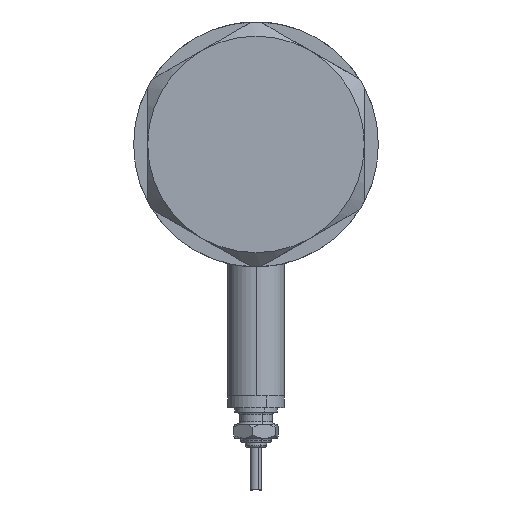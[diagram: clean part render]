
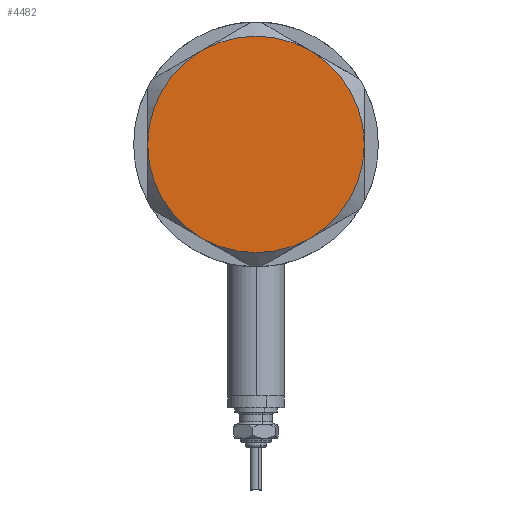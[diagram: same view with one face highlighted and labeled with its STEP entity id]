
A CAD part, left-side view. The second image highlights one B-rep face of the part: STEP entity #4482.
In plain terms, the highlighted face is planar.
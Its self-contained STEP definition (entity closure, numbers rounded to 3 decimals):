
#62 = AXIS2_PLACEMENT_3D ( 'NONE', #5091, #684, #232 ) ;
#164 = ORIENTED_EDGE ( 'NONE', *, *, #5839, .T. ) ;
#232 = DIRECTION ( 'NONE',  ( 1., 0., 0. ) ) ;
#587 = EDGE_LOOP ( 'NONE', ( #2546, #3565, #164, #4873, #774, #3200 ) ) ;
#604 = VERTEX_POINT ( 'NONE', #2491 ) ;
#684 = DIRECTION ( 'NONE',  ( 0., 0., 1. ) ) ;
#726 = CARTESIAN_POINT ( 'NONE',  ( 23., 0., 9. ) ) ;
#740 = EDGE_CURVE ( 'NONE', #4183, #3998, #4527, .T. ) ;
#774 = ORIENTED_EDGE ( 'NONE', *, *, #3867, .T. ) ;
#780 = AXIS2_PLACEMENT_3D ( 'NONE', #3656, #4989, #3163 ) ;
#859 = CARTESIAN_POINT ( 'NONE',  ( -11.5, -19.919, 9. ) ) ;
#1096 = AXIS2_PLACEMENT_3D ( 'NONE', #4201, #5677, #6084 ) ;
#1275 = AXIS2_PLACEMENT_3D ( 'NONE', #4536, #4605, #1722 ) ;
#1557 = VERTEX_POINT ( 'NONE', #2456 ) ;
#1571 = CIRCLE ( 'NONE', #780, 23. ) ;
#1686 = DIRECTION ( 'NONE',  ( 1., 0., 0. ) ) ;
#1722 = DIRECTION ( 'NONE',  ( 1., 0., 0. ) ) ;
#1884 = DIRECTION ( 'NONE',  ( 0., 0., 1. ) ) ;
#2083 = DIRECTION ( 'NONE',  ( 0., 0., 1. ) ) ;
#2456 = CARTESIAN_POINT ( 'NONE',  ( -23., 0., 9. ) ) ;
#2491 = CARTESIAN_POINT ( 'NONE',  ( 11.5, -19.919, 9. ) ) ;
#2546 = ORIENTED_EDGE ( 'NONE', *, *, #3081, .T. ) ;
#2576 = AXIS2_PLACEMENT_3D ( 'NONE', #6270, #1884, #5796 ) ;
#2911 = AXIS2_PLACEMENT_3D ( 'NONE', #3564, #2083, #3592 ) ;
#3081 = EDGE_CURVE ( 'NONE', #604, #4183, #1571, .T. ) ;
#3163 = DIRECTION ( 'NONE',  ( 1., 0., 0. ) ) ;
#3200 = ORIENTED_EDGE ( 'NONE', *, *, #3868, .T. ) ;
#3564 = CARTESIAN_POINT ( 'NONE',  ( 0., 0., 9. ) ) ;
#3565 = ORIENTED_EDGE ( 'NONE', *, *, #740, .T. ) ;
#3592 = DIRECTION ( 'NONE',  ( 1., 0., 0. ) ) ;
#3632 = FACE_OUTER_BOUND ( 'NONE', #587, .T. ) ;
#3652 = CIRCLE ( 'NONE', #1275, 23. ) ;
#3656 = CARTESIAN_POINT ( 'NONE',  ( 0., 0., 9. ) ) ;
#3867 = EDGE_CURVE ( 'NONE', #1557, #5097, #6291, .T. ) ;
#3868 = EDGE_CURVE ( 'NONE', #5097, #604, #3652, .T. ) ;
#3998 = VERTEX_POINT ( 'NONE', #4822 ) ;
#4183 = VERTEX_POINT ( 'NONE', #726 ) ;
#4201 = CARTESIAN_POINT ( 'NONE',  ( 0., 0., 9. ) ) ;
#4259 = CIRCLE ( 'NONE', #2911, 23. ) ;
#4262 = VERTEX_POINT ( 'NONE', #5450 ) ;
#4273 = CIRCLE ( 'NONE', #1096, 23. ) ;
#4313 = EDGE_CURVE ( 'NONE', #4262, #1557, #4259, .T. ) ;
#4482 = ADVANCED_FACE ( 'NONE', ( #3632 ), #4677, .T. ) ;
#4508 = CARTESIAN_POINT ( 'NONE',  ( 0., 0., 9. ) ) ;
#4527 = CIRCLE ( 'NONE', #2576, 23. ) ;
#4536 = CARTESIAN_POINT ( 'NONE',  ( 0., 0., 9. ) ) ;
#4605 = DIRECTION ( 'NONE',  ( 0., 0., 1. ) ) ;
#4654 = AXIS2_PLACEMENT_3D ( 'NONE', #4508, #5117, #1686 ) ;
#4677 = PLANE ( 'NONE',  #62 ) ;
#4822 = CARTESIAN_POINT ( 'NONE',  ( 11.5, 19.919, 9. ) ) ;
#4873 = ORIENTED_EDGE ( 'NONE', *, *, #4313, .T. ) ;
#4989 = DIRECTION ( 'NONE',  ( 0., 0., 1. ) ) ;
#5091 = CARTESIAN_POINT ( 'NONE',  ( 0., 0., 9. ) ) ;
#5097 = VERTEX_POINT ( 'NONE', #859 ) ;
#5117 = DIRECTION ( 'NONE',  ( 0., 0., 1. ) ) ;
#5450 = CARTESIAN_POINT ( 'NONE',  ( -11.5, 19.919, 9. ) ) ;
#5677 = DIRECTION ( 'NONE',  ( 0., 0., 1. ) ) ;
#5796 = DIRECTION ( 'NONE',  ( 1., 0., 0. ) ) ;
#5839 = EDGE_CURVE ( 'NONE', #3998, #4262, #4273, .T. ) ;
#6084 = DIRECTION ( 'NONE',  ( 1., 0., 0. ) ) ;
#6270 = CARTESIAN_POINT ( 'NONE',  ( 0., 0., 9. ) ) ;
#6291 = CIRCLE ( 'NONE', #4654, 23. ) ;
